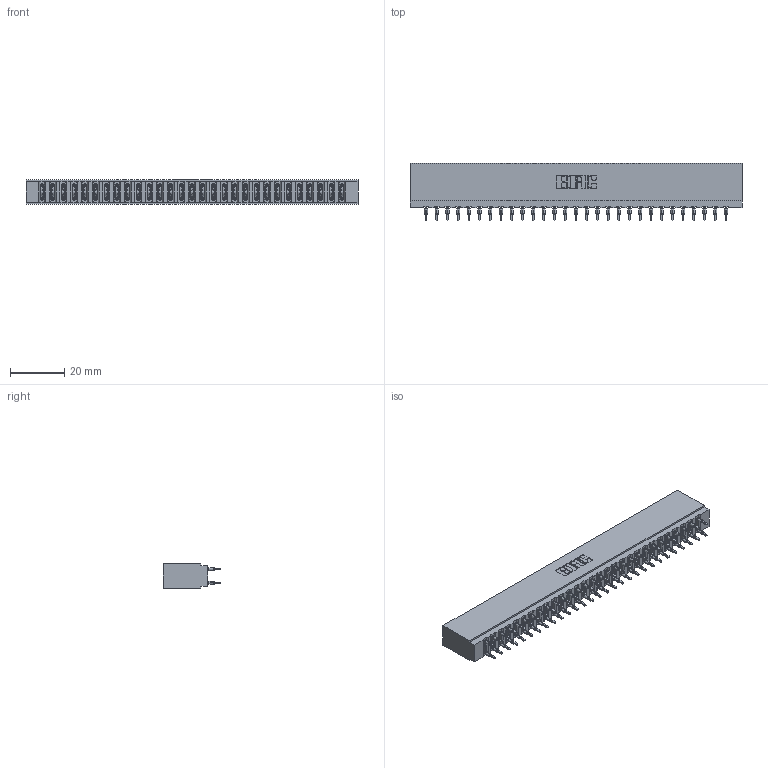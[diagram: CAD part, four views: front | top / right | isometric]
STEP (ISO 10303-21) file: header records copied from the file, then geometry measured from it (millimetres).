
FILE_DESCRIPTION (( 'STEP AP203' ), '1' );
FILE_NAME ('737-058-560-201.STEP', '2026-03-06T00:16:28', ( '' ), ( '' ), 'SwSTEP 2.0', 'SolidWorks 2023', '' );
FILE_SCHEMA (( 'CONFIG_CONTROL_DESIGN' ));
Length unit declared in the file: millimetre
Products named in the file (3): 745-292-001_560; 737-058-560-201; 737 Part_Insulator Option - 01
Assembly tree (59 placements, depth 2):
  737-058-560-201
    737 Part_Insulator Option - 01
    745-292-001_560  x58
Bounding box: 122.78 x 21.22 x 8.89 mm (x, y, z)
Volume: 12371.6 mm3; surface area: 19085.1 mm2
Topology: 59 solids, 59 shells, 5836 faces, 15973 edges, 10146 vertices
Faces by surface type: plane 3041, cylinder 1287, bspline 1160, torus 348
Entity records: 51844 total; most frequent: CARTESIAN_POINT 9509, ORIENTED_EDGE 8918, DIRECTION 7799, EDGE_CURVE 4459, VECTOR 4095, LINE 4095, VERTEX_POINT 2850, AXIS2_PLACEMENT_3D 1852
